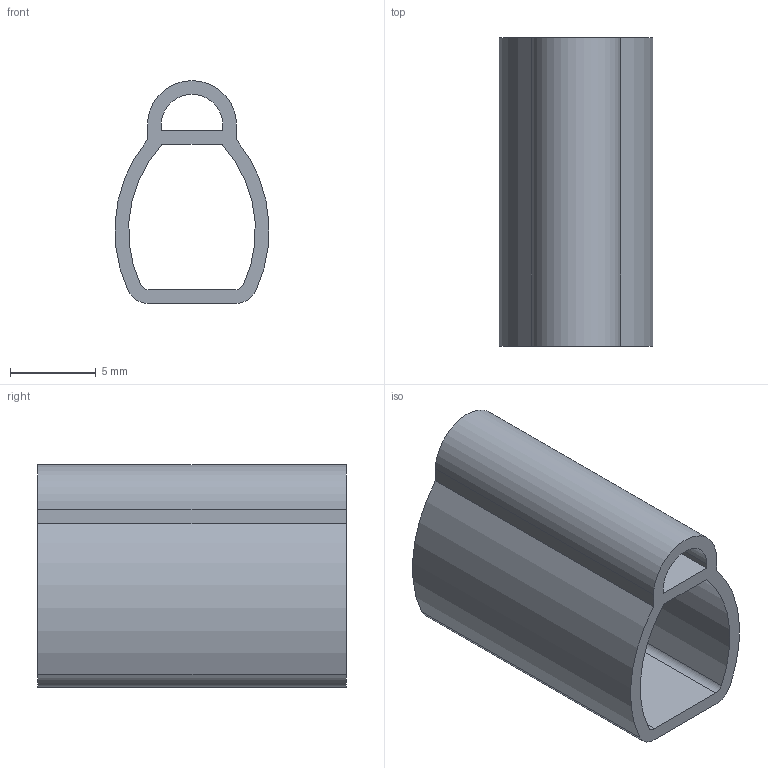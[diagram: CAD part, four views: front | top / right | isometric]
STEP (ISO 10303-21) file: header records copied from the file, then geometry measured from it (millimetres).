
FILE_DESCRIPTION(('CATIA V5R19 STEP'),'2;1');
FILE_NAME ('D1456571_0_1806300000_1806300000.stp','2015-10-27T12:51:23+00:00',('none'),('Weidmueller'),'CATIA Version 5 Release 20 SP 5 (IN-10)','CATIA V5 STEP AP214','none');
FILE_SCHEMA(('AUTOMOTIVE_DESIGN { 1 0 10303 214 1 1 1 1 }'));
Length unit declared in the file: millimetre
Products named in the file (1): TM 204/18 V0
Bounding box: 8.98 x 18 x 13 mm (x, y, z)
Volume: 543.5 mm3; surface area: 1389.2 mm2
Topology: 1 solids, 1 shells, 20 faces, 54 edges, 36 vertices
Faces by surface type: plane 10, cylinder 10
Entity records: 648 total; most frequent: CARTESIAN_POINT 111, ORIENTED_EDGE 108, DIRECTION 94, EDGE_CURVE 54, AXIS2_PLACEMENT_3D 41, VERTEX_POINT 36, VECTOR 34, LINE 34
